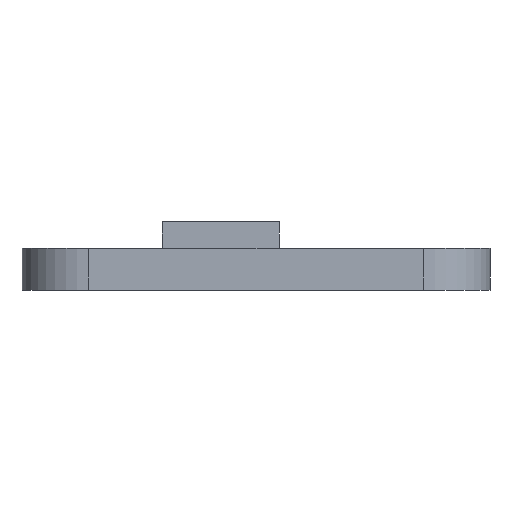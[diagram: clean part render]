
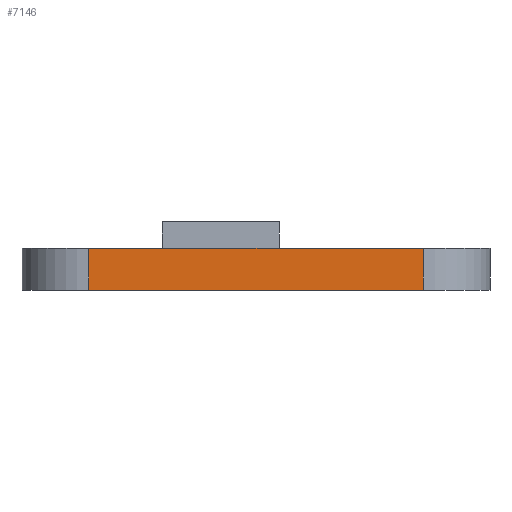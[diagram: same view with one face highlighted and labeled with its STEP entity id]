
A CAD part, left-side view. The second image highlights one B-rep face of the part: STEP entity #7146.
In plain terms, the highlighted planar face has unit normal (-1, 0, 0).
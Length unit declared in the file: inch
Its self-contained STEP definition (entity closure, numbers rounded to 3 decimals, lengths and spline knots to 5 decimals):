
#321=LINE('',#10041,#856);
#324=LINE('',#10070,#859);
#332=LINE('',#10136,#867);
#333=LINE('',#10138,#868);
#856=VECTOR('',#7953,39.37008);
#859=VECTOR('',#7980,39.37008);
#867=VECTOR('',#8058,39.37008);
#868=VECTOR('',#8061,39.37008);
#1499=ORIENTED_EDGE('',*,*,#2879,.T.);
#1500=ORIENTED_EDGE('',*,*,#2835,.T.);
#1501=ORIENTED_EDGE('',*,*,#2878,.F.);
#1502=ORIENTED_EDGE('',*,*,#2849,.F.);
#2835=EDGE_CURVE('',#3533,#3532,#321,.T.);
#2849=EDGE_CURVE('',#3546,#3547,#324,.T.);
#2878=EDGE_CURVE('',#3547,#3532,#332,.T.);
#2879=EDGE_CURVE('',#3546,#3533,#333,.T.);
#3532=VERTEX_POINT('',#10040);
#3533=VERTEX_POINT('',#10042);
#3546=VERTEX_POINT('',#10069);
#3547=VERTEX_POINT('',#10071);
#3986=EDGE_LOOP('',(#1499,#1500,#1501,#1502));
#4405=FACE_BOUND('',#3986,.T.);
#4755=PLANE('',#7505);
#7146=ADVANCED_FACE('',(#4405),#4755,.T.);
#7505=AXIS2_PLACEMENT_3D('',#10137,#8059,#8060);
#7953=DIRECTION('',(0.,1.,0.));
#7980=DIRECTION('',(0.,1.,0.));
#8058=DIRECTION('',(0.,0.,1.));
#8059=DIRECTION('',(-1.,0.,0.));
#8060=DIRECTION('',(0.,1.,0.));
#8061=DIRECTION('',(0.,0.,1.));
#10040=CARTESIAN_POINT('',(1.,1.6,0.));
#10041=CARTESIAN_POINT('',(1.,1.1,0.));
#10042=CARTESIAN_POINT('',(1.,1.1,0.));
#10069=CARTESIAN_POINT('',(1.,1.1,-0.06261));
#10070=CARTESIAN_POINT('',(1.,1.1,-0.06261));
#10071=CARTESIAN_POINT('',(1.,1.6,-0.06261));
#10136=CARTESIAN_POINT('',(1.,1.6,-0.06261));
#10137=CARTESIAN_POINT('',(1.,1.1,-0.06261));
#10138=CARTESIAN_POINT('',(1.,1.1,-0.06261));
